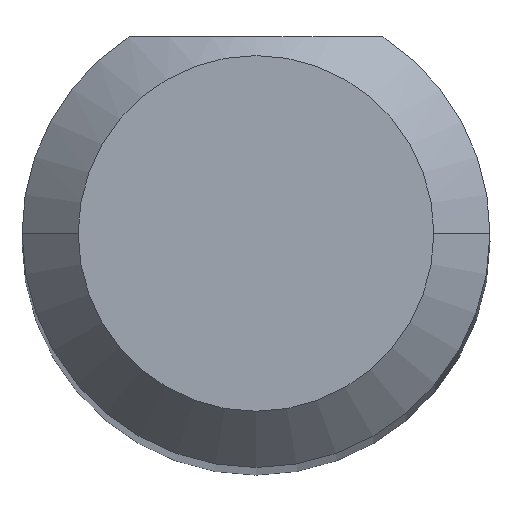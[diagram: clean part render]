
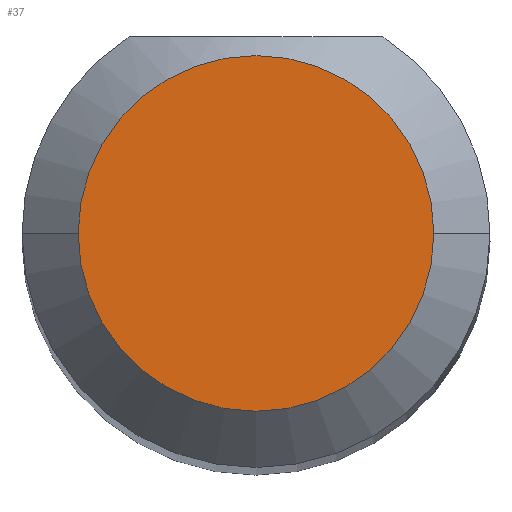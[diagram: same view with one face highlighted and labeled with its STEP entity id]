
A CAD part, top view. The second image highlights one B-rep face of the part: STEP entity #37.
In plain terms, the highlighted planar face has unit normal (0, 0, 1).
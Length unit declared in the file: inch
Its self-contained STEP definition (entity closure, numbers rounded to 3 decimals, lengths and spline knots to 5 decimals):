
#37 = ADVANCED_FACE ( 'NONE', ( #360 ), #437, .T. ) ;
#64 = AXIS2_PLACEMENT_3D ( 'NONE', #315, #479, #99 ) ;
#75 = CARTESIAN_POINT ( 'NONE',  ( 0., 0., 1.5 ) ) ;
#99 = DIRECTION ( 'NONE',  ( 1., 0., 0. ) ) ;
#117 = ORIENTED_EDGE ( 'NONE', *, *, #184, .T. ) ;
#158 = EDGE_LOOP ( 'NONE', ( #117, #557 ) ) ;
#168 = DIRECTION ( 'NONE',  ( 0., 0., 1. ) ) ;
#182 = AXIS2_PLACEMENT_3D ( 'NONE', #75, #420, #547 ) ;
#184 = EDGE_CURVE ( 'NONE', #302, #388, #390, .T. ) ;
#273 = CARTESIAN_POINT ( 'NONE',  ( -0.0475, 0., 1.5 ) ) ;
#302 = VERTEX_POINT ( 'NONE', #273 ) ;
#315 = CARTESIAN_POINT ( 'NONE',  ( 0., 0., 1.5 ) ) ;
#340 = DIRECTION ( 'NONE',  ( 1., 0., 0. ) ) ;
#360 = FACE_OUTER_BOUND ( 'NONE', #158, .T. ) ;
#378 = CIRCLE ( 'NONE', #182, 0.0475 ) ;
#388 = VERTEX_POINT ( 'NONE', #449 ) ;
#390 = CIRCLE ( 'NONE', #485, 0.0475 ) ;
#420 = DIRECTION ( 'NONE',  ( 0., 0., 1. ) ) ;
#437 = PLANE ( 'NONE',  #64 ) ;
#449 = CARTESIAN_POINT ( 'NONE',  ( 0.0475, 0., 1.5 ) ) ;
#461 = EDGE_CURVE ( 'NONE', #388, #302, #378, .T. ) ;
#479 = DIRECTION ( 'NONE',  ( 0., 0., 1. ) ) ;
#485 = AXIS2_PLACEMENT_3D ( 'NONE', #548, #168, #340 ) ;
#547 = DIRECTION ( 'NONE',  ( 1., 0., 0. ) ) ;
#548 = CARTESIAN_POINT ( 'NONE',  ( 0., 0., 1.5 ) ) ;
#557 = ORIENTED_EDGE ( 'NONE', *, *, #461, .T. ) ;
